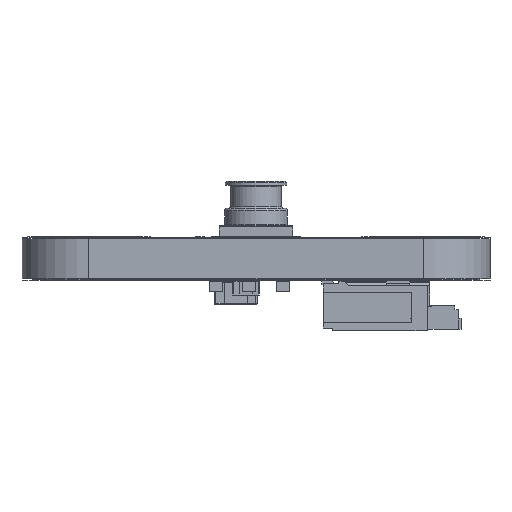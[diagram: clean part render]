
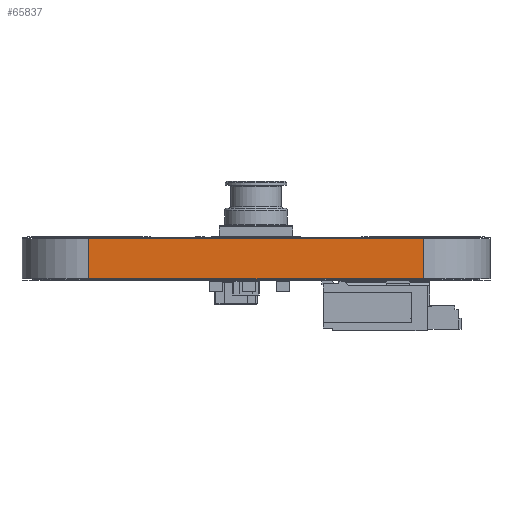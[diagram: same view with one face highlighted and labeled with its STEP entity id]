
A CAD part, left-side view. The second image highlights one B-rep face of the part: STEP entity #65837.
In plain terms, the highlighted planar face has unit normal (-1, 0, 0).
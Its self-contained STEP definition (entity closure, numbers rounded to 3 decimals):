
#65398 = VERTEX_POINT('',#65399);
#65399 = CARTESIAN_POINT('',(127.,-101.6,0.));
#65406 = EDGE_CURVE('',#65407,#65398,#65409,.T.);
#65407 = VERTEX_POINT('',#65408);
#65408 = CARTESIAN_POINT('',(127.,-114.3,0.));
#65409 = LINE('',#65410,#65411);
#65410 = CARTESIAN_POINT('',(127.,-114.3,0.));
#65411 = VECTOR('',#65412,1.);
#65412 = DIRECTION('',(0.,1.,0.));
#65604 = VERTEX_POINT('',#65605);
#65605 = CARTESIAN_POINT('',(127.,-101.6,1.524));
#65612 = EDGE_CURVE('',#65613,#65604,#65615,.T.);
#65613 = VERTEX_POINT('',#65614);
#65614 = CARTESIAN_POINT('',(127.,-114.3,1.524));
#65615 = LINE('',#65616,#65617);
#65616 = CARTESIAN_POINT('',(127.,-114.3,1.524));
#65617 = VECTOR('',#65618,1.);
#65618 = DIRECTION('',(0.,1.,0.));
#65807 = EDGE_CURVE('',#65398,#65604,#65808,.T.);
#65808 = LINE('',#65809,#65810);
#65809 = CARTESIAN_POINT('',(127.,-101.6,0.));
#65810 = VECTOR('',#65811,1.);
#65811 = DIRECTION('',(0.,0.,1.));
#65837 = ADVANCED_FACE('',(#65838),#65849,.T.);
#65838 = FACE_BOUND('',#65839,.T.);
#65839 = EDGE_LOOP('',(#65840,#65846,#65847,#65848));
#65840 = ORIENTED_EDGE('',*,*,#65841,.T.);
#65841 = EDGE_CURVE('',#65407,#65613,#65842,.T.);
#65842 = LINE('',#65843,#65844);
#65843 = CARTESIAN_POINT('',(127.,-114.3,0.));
#65844 = VECTOR('',#65845,1.);
#65845 = DIRECTION('',(0.,0.,1.));
#65846 = ORIENTED_EDGE('',*,*,#65612,.T.);
#65847 = ORIENTED_EDGE('',*,*,#65807,.F.);
#65848 = ORIENTED_EDGE('',*,*,#65406,.F.);
#65849 = PLANE('',#65850);
#65850 = AXIS2_PLACEMENT_3D('',#65851,#65852,#65853);
#65851 = CARTESIAN_POINT('',(127.,-114.3,0.));
#65852 = DIRECTION('',(-1.,0.,0.));
#65853 = DIRECTION('',(0.,1.,0.));
